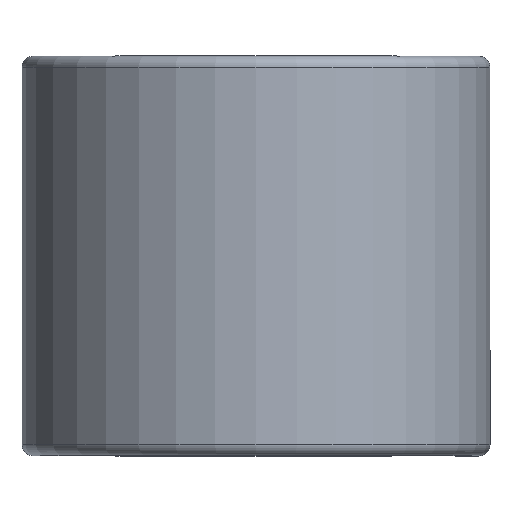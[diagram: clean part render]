
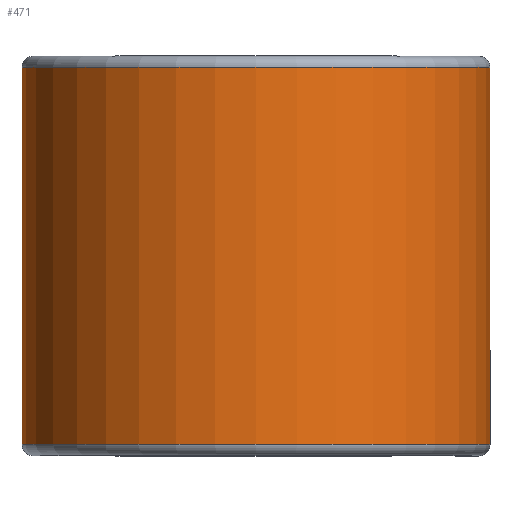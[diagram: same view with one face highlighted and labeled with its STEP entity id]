
A CAD part, top view. The second image highlights one B-rep face of the part: STEP entity #471.
In plain terms, the highlighted cylindrical face has radius 15.812 mm (diameter 31.623 mm), a partial arc.
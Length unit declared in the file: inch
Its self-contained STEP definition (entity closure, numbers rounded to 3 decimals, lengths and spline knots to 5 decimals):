
#27 = CIRCLE ( 'NONE', #629, 0.6225 ) ;
#131 = ORIENTED_EDGE ( 'NONE', *, *, #1185, .F. ) ;
#133 = CARTESIAN_POINT ( 'NONE',  ( 0.6225, 0.50125, 0. ) ) ;
#151 = CYLINDRICAL_SURFACE ( 'NONE', #1487, 0.6225 ) ;
#232 = DIRECTION ( 'NONE',  ( 0., 1., 0. ) ) ;
#246 = CARTESIAN_POINT ( 'NONE',  ( 0., 0.5, 0. ) ) ;
#319 = CARTESIAN_POINT ( 'NONE',  ( 0., 0.50125, 0. ) ) ;
#391 = AXIS2_PLACEMENT_3D ( 'NONE', #2144, #1022, #2323 ) ;
#411 = CARTESIAN_POINT ( 'NONE',  ( 0., 0.50125, -0.6225 ) ) ;
#435 = VECTOR ( 'NONE', #232, 39.37008 ) ;
#454 = FACE_OUTER_BOUND ( 'NONE', #1985, .T. ) ;
#471 = ADVANCED_FACE ( 'NONE', ( #454 ), #151, .T. ) ;
#508 = DIRECTION ( 'NONE',  ( 0., 0., -1. ) ) ;
#599 = CIRCLE ( 'NONE', #391, 0.6225 ) ;
#612 = DIRECTION ( 'NONE',  ( 0., -1., 0. ) ) ;
#629 = AXIS2_PLACEMENT_3D ( 'NONE', #319, #1600, #508 ) ;
#947 = LINE ( 'NONE', #133, #1504 ) ;
#962 = CARTESIAN_POINT ( 'NONE',  ( 0.6225, -0.50125, 0. ) ) ;
#1022 = DIRECTION ( 'NONE',  ( 0., -1., 0. ) ) ;
#1115 = VERTEX_POINT ( 'NONE', #2218 ) ;
#1185 = EDGE_CURVE ( 'NONE', #1521, #1115, #1332, .T. ) ;
#1212 = VERTEX_POINT ( 'NONE', #1888 ) ;
#1236 = VERTEX_POINT ( 'NONE', #962 ) ;
#1271 = ORIENTED_EDGE ( 'NONE', *, *, #1552, .T. ) ;
#1332 = LINE ( 'NONE', #411, #435 ) ;
#1368 = ORIENTED_EDGE ( 'NONE', *, *, #1515, .F. ) ;
#1385 = CARTESIAN_POINT ( 'NONE',  ( 0., -0.50125, -0.6225 ) ) ;
#1487 = AXIS2_PLACEMENT_3D ( 'NONE', #246, #612, #1518 ) ;
#1504 = VECTOR ( 'NONE', #1953, 39.37008 ) ;
#1515 = EDGE_CURVE ( 'NONE', #1236, #1521, #599, .T. ) ;
#1518 = DIRECTION ( 'NONE',  ( 0., 0., -1. ) ) ;
#1521 = VERTEX_POINT ( 'NONE', #1385 ) ;
#1552 = EDGE_CURVE ( 'NONE', #1236, #1212, #947, .T. ) ;
#1566 = EDGE_CURVE ( 'NONE', #1212, #1115, #27, .T. ) ;
#1600 = DIRECTION ( 'NONE',  ( 0., -1., 0. ) ) ;
#1888 = CARTESIAN_POINT ( 'NONE',  ( 0.6225, 0.50125, 0. ) ) ;
#1953 = DIRECTION ( 'NONE',  ( 0., 1., 0. ) ) ;
#1985 = EDGE_LOOP ( 'NONE', ( #1271, #2212, #131, #1368 ) ) ;
#2144 = CARTESIAN_POINT ( 'NONE',  ( 0., -0.50125, 0. ) ) ;
#2212 = ORIENTED_EDGE ( 'NONE', *, *, #1566, .T. ) ;
#2218 = CARTESIAN_POINT ( 'NONE',  ( 0., 0.50125, -0.6225 ) ) ;
#2323 = DIRECTION ( 'NONE',  ( 0., 0., -1. ) ) ;
